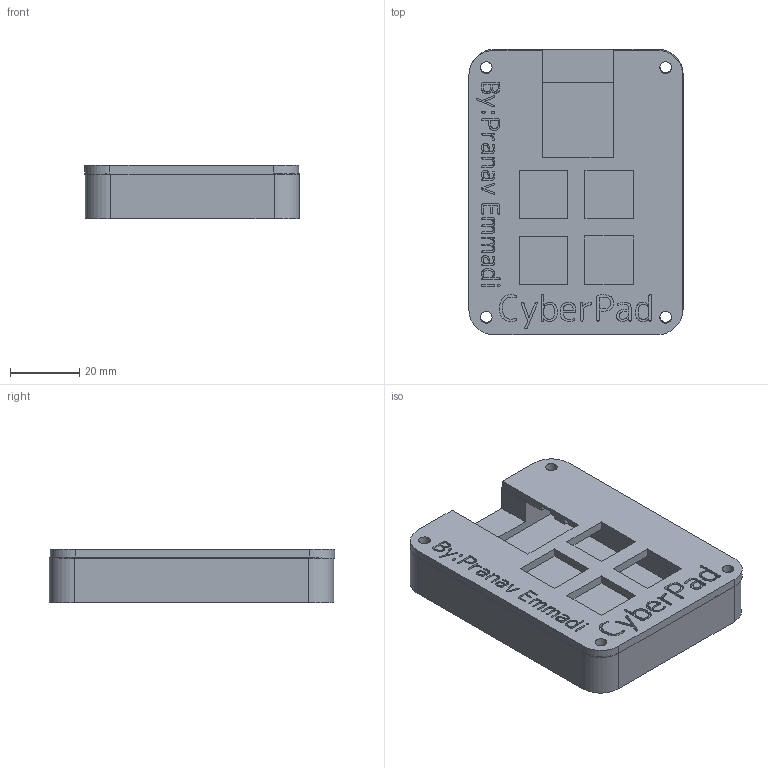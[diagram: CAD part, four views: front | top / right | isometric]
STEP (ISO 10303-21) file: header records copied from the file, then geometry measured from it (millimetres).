
FILE_DESCRIPTION(/* description */ ('STEP AP242 Edition 2','CAx-IF Rec.Pracs.---Representation and Presentation of Product Manufacturing Information (PMI)---4.0---2014-10-13','CAx-IF Rec.Pracs.---3D Tessellated Geometry---0.4---2014-09-14','2;1','CAx-IF Rec.Pracs.---User Defined Attributes---1.5---2016-08-15'),/* implementation_level */ '2;1');
FILE_NAME(/* name */ '69278a00748161d416e4bf9d',/* time_stamp */ '2025-11-26T23:15:13Z',/* author */ (''),/* organization */ (''),/* preprocessor_version */ 'ST-DEVELOPER v20',/* originating_system */ 'ONSHAPE BY PTC INC, 1.207',/* authorisation */ ' ');
FILE_SCHEMA (('AP242_MANAGED_MODEL_BASED_3D_ENGINEERING_MIM_LF { 1 0 10303 442 3 1 4 }'));
Length unit declared in the file: metre
Products named in the file (3): CyberPad; Part 1
Assembly tree (2 placements, depth 2):
  CyberPad
    Part 1
    Part 1
Bounding box: 61.9 x 82.43 x 15.31 mm (x, y, z)
Volume: 44150.5 mm3; surface area: 25439.6 mm2
Topology: 2 solids, 2 shells, 738 faces, 2079 edges, 1386 vertices
Faces by surface type: cylinder 320, bspline 213, plane 205
Full cylindrical faces by diameter (mm): 3.4 x8, 5 x4
Entity records: 24871 total; most frequent: CARTESIAN_POINT 6537, ORIENTED_EDGE 4134, DIRECTION 3337, EDGE_CURVE 2067, VERTEX_POINT 1386, AXIS2_PLACEMENT_3D 1168, LINE 1001, VECTOR 1001
